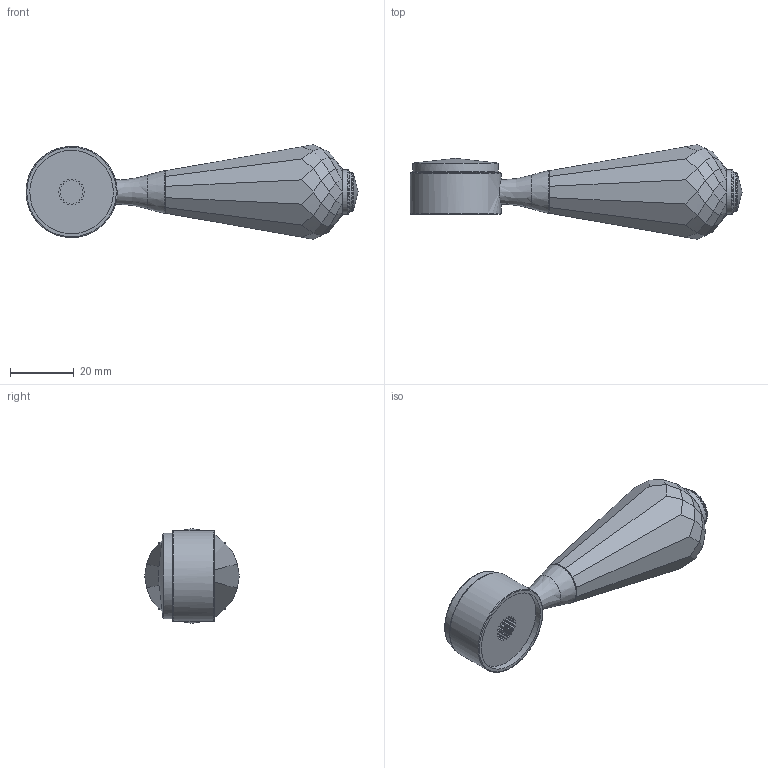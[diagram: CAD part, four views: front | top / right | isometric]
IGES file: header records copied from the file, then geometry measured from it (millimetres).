
Global section: file name: V221-TSB; native system: Autodesk Inventor 2018; preprocessor: unknown; author: gwilkes; date: 20190708.152816; units: millimetre
Bounding box: 103.87 x 29.58 x 29.58 mm (x, y, z)
Volume: 30896.8 mm3; surface area: 14370.9 mm2
Topology: 11 solids, 11 shells, 272 faces, 698 edges, 457 vertices
Faces by surface type: bspline 272
